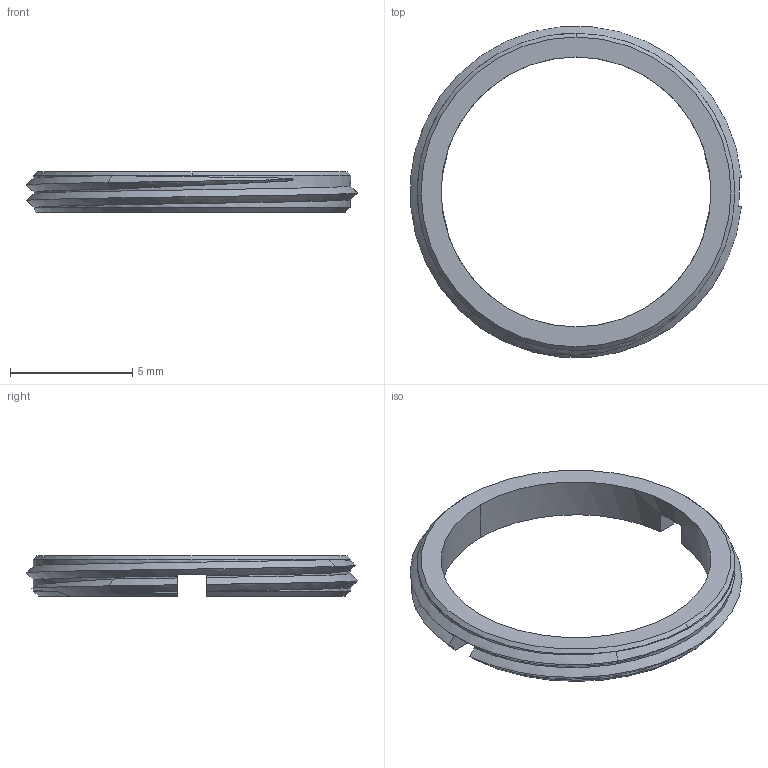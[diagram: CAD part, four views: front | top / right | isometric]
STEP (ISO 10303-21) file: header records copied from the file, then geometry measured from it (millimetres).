
FILE_DESCRIPTION((''),'2;1');
FILE_NAME('CSK05','2020-10-15T',('Administrator'),(''),'CREO PARAMETRIC BY PTC INC, 2017300','CREO PARAMETRIC BY PTC INC, 2017300','');
FILE_SCHEMA(('CONFIG_CONTROL_DESIGN'));
Length unit declared in the file: millimetre
Products named in the file (1): CSK05
Bounding box: 13.54 x 13.54 x 1.65 mm (x, y, z)
Volume: 61.9 mm3; surface area: 205.8 mm2
Topology: 1 solids, 1 shells, 31 faces, 86 edges, 56 vertices
Faces by surface type: plane 11, bspline 9, cylinder 7, cone 4
Entity records: 1716 total; most frequent: CARTESIAN_POINT 962, ORIENTED_EDGE 172, DIRECTION 110, EDGE_CURVE 86, VERTEX_POINT 56, AXIS2_PLACEMENT_3D 38, B_SPLINE_CURVE_WITH_KNOTS 36, VECTOR 34
